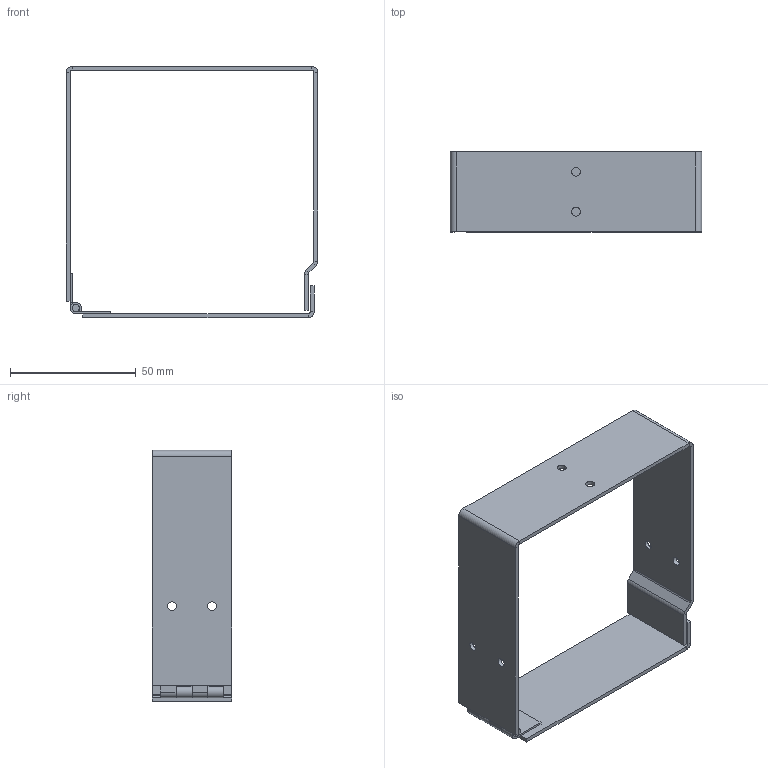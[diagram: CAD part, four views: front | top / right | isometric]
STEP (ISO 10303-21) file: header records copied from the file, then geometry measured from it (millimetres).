
FILE_DESCRIPTION(/* description */ ('CONNECTOR WIREWAY FITTING, BTM, GALV., 4X4'),/* implementation_level */ '2;1');
FILE_NAME(/* name */ 'C0404G.stp',/* time_stamp */ '2015-10-05T17:50:53+05:00',/* author */ ('schinnathambi'),/* organization */ (''),/* preprocessor_version */ 'ST-DEVELOPER v16.1',/* originating_system */ 'Autodesk Inventor 2016',/* authorisation */ '');
FILE_SCHEMA (('AUTOMOTIVE_DESIGN { 1 0 10303 214 3 1 1 }'));
Length unit declared in the file: inch
Products named in the file (6): C0404GBTM; C0404GTOP; 3281LEAF; 3281PIN; 3281; C0404G
Assembly tree (6 placements, depth 3):
  C0404G
    C0404GBTM
    C0404GTOP
    3281
      3281LEAF  x2
      3281PIN
Bounding box: 100.01 x 31.75 x 99.87 mm (x, y, z)
Volume: 20290 mm3; surface area: 28404.4 mm2
Topology: 5 solids, 5 shells, 101 faces, 233 edges, 142 vertices
Faces by surface type: plane 76, cylinder 25
Full cylindrical faces by diameter (mm): 2.87 x1, 3.454 x6
Entity records: 2373 total; most frequent: DIRECTION 400, CARTESIAN_POINT 371, ORIENTED_EDGE 344, EDGE_CURVE 172, AXIS2_PLACEMENT_3D 135, LINE 130, VECTOR 130, VERTEX_POINT 106
